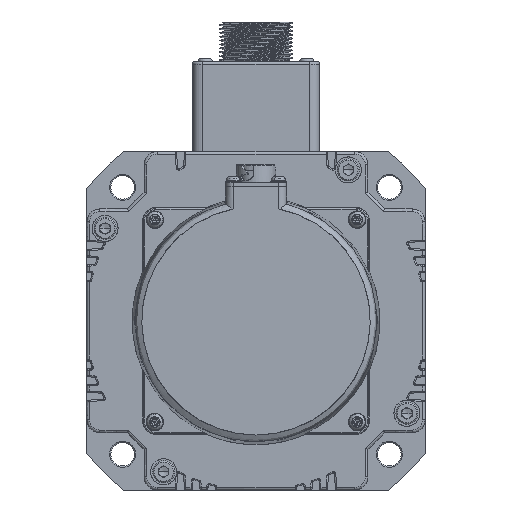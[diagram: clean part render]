
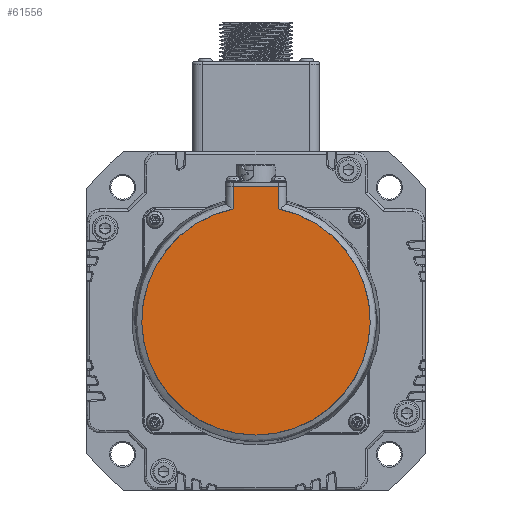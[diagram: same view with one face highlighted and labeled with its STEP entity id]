
A CAD part, front view. The second image highlights one B-rep face of the part: STEP entity #61556.
In plain terms, the highlighted planar face has unit normal (0, -1, 0).
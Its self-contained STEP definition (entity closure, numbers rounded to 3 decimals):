
#56461=CARTESIAN_POINT('',(-8.67,-68.,-21.97));
#56462=VERTEX_POINT('',#56461);
#56470=CARTESIAN_POINT('',(-8.67,-68.,-13.5));
#56471=VERTEX_POINT('',#56470);
#56472=CARTESIAN_POINT('',(-8.67,-68.,-21.97));
#56473=DIRECTION('',(0.,0.,1.));
#56474=VECTOR('',#56473,8.47);
#56475=LINE('',#56472,#56474);
#56476=EDGE_CURVE('',#56462,#56471,#56475,.T.);
#56706=CARTESIAN_POINT('',(8.67,-68.,-13.5));
#56707=VERTEX_POINT('',#56706);
#56715=CARTESIAN_POINT('',(8.67,-68.,-21.97));
#56716=VERTEX_POINT('',#56715);
#56717=CARTESIAN_POINT('',(8.67,-68.,-13.5));
#56718=DIRECTION('',(0.,0.,-1.));
#56719=VECTOR('',#56718,8.47);
#56720=LINE('',#56717,#56719);
#56721=EDGE_CURVE('',#56707,#56716,#56720,.T.);
#61527=CARTESIAN_POINT('',(0.,-68.,-65.));
#61528=DIRECTION('',(0.198,0.,0.98));
#61529=DIRECTION('',(0.,1.,0.));
#61530=AXIS2_PLACEMENT_3D('',#61527,#61529,#61528);
#61531=CIRCLE('',#61530,43.895);
#61532=EDGE_CURVE('',#56716,#56462,#61531,.T.);
#61540=CARTESIAN_POINT('',(0.,-68.,-61.483));
#61541=DIRECTION('',(0.,0.,-1.));
#61542=DIRECTION('',(0.,-1.,0.));
#61543=AXIS2_PLACEMENT_3D('',#61540,#61542,#61541);
#61544=PLANE('',#61543);
#61545=ORIENTED_EDGE('',*,*,#61532,.F.);
#61546=ORIENTED_EDGE('',*,*,#56721,.F.);
#61547=CARTESIAN_POINT('',(8.67,-68.,-13.5));
#61548=DIRECTION('',(-1.,0.,0.));
#61549=VECTOR('',#61548,17.34);
#61550=LINE('',#61547,#61549);
#61551=EDGE_CURVE('',#56707,#56471,#61550,.T.);
#61552=ORIENTED_EDGE('',*,*,#61551,.T.);
#61553=ORIENTED_EDGE('',*,*,#56476,.F.);
#61554=EDGE_LOOP('',(#61545,#61546,#61552,#61553));
#61555=FACE_OUTER_BOUND('',#61554,.T.);
#61556=ADVANCED_FACE('',(#61555),#61544,.T.);
